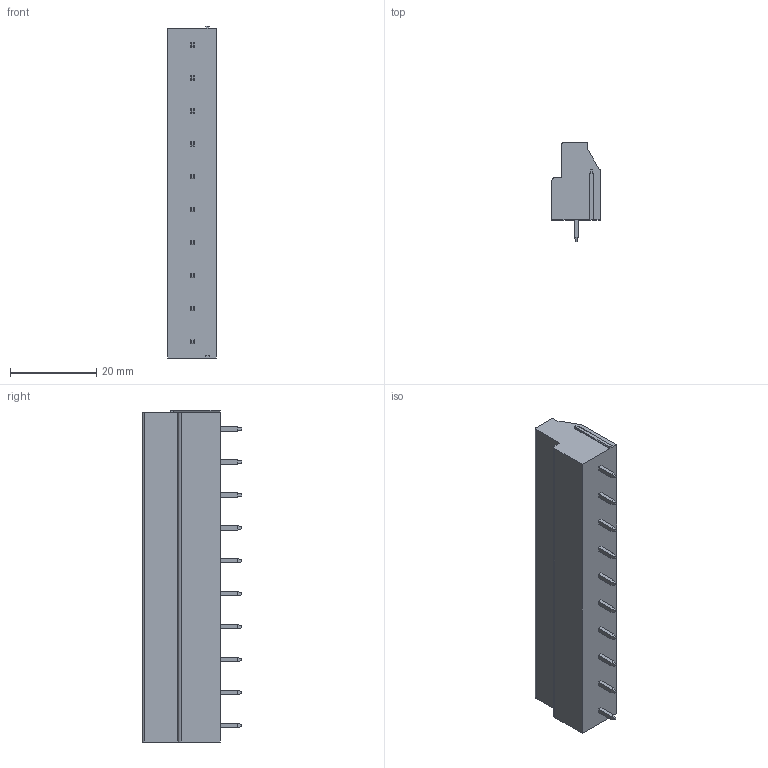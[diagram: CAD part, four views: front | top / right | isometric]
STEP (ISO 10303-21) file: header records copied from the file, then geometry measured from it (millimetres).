
FILE_DESCRIPTION((''),'2;1');
FILE_NAME('PRT0003','2024-10-21T',('sj'),(''),'PRO/ENGINEER BY PARAMETRIC TECHNOLOGY CORPORATION, 2013240','PRO/ENGINEER BY PARAMETRIC TECHNOLOGY CORPORATION, 2013240','');
FILE_SCHEMA(('AUTOMOTIVE_DESIGN_CC2 { 1 2 10303 214 -1 1 5 2 }'));
Length unit declared in the file: millimetre
Products named in the file (1): PRT0003
Bounding box: 11.2 x 23 x 76.8 mm (x, y, z)
Volume: 12601.6 mm3; surface area: 5243.8 mm2
Topology: 1 solids, 1 shells, 390 faces, 932 edges, 574 vertices
Faces by surface type: plane 262, cylinder 68, cone 40, torus 20
Entity records: 11136 total; most frequent: CARTESIAN_POINT 2016, DIRECTION 1888, ORIENTED_EDGE 1864, EDGE_CURVE 932, VECTOR 676, LINE 676, AXIS2_PLACEMENT_3D 606, VERTEX_POINT 574
